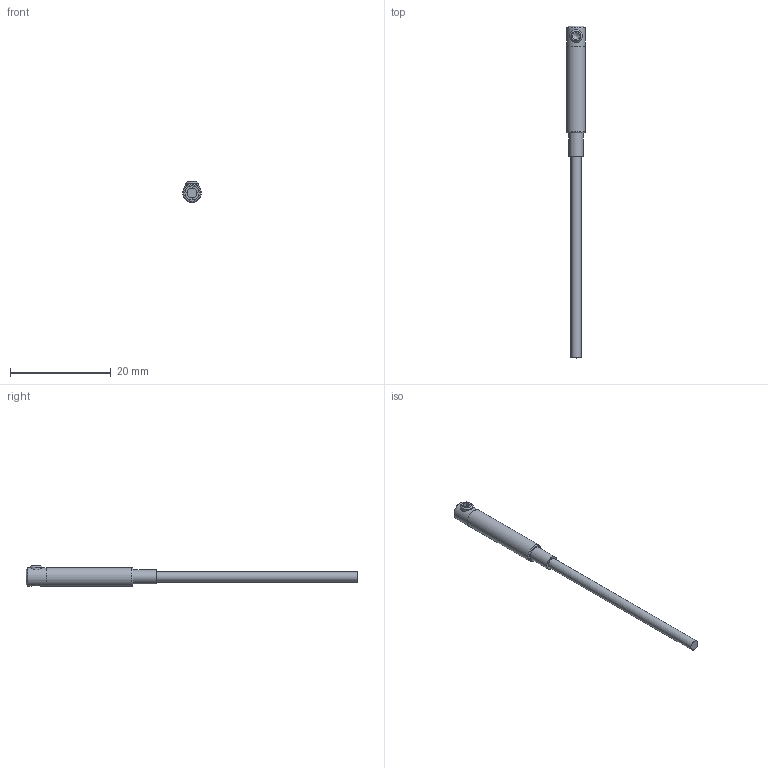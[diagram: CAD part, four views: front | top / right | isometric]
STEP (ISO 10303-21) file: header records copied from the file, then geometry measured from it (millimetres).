
FILE_DESCRIPTION(/* description */ ('DISO X xxx'),/* implementation_level */ '2;1');
FILE_NAME(/* name */ 'mzec3.7.stp',/* time_stamp */ '2015-07-22T10:22:55+02:00',/* author */ ('lsa'),/* organization */ (''),/* preprocessor_version */ 'ST-DEVELOPER v15.6',/* originating_system */ 'Autodesk Inventor 2015',/* authorisation */ '');
FILE_SCHEMA (('AUTOMOTIVE_DESIGN { 1 0 10303 214 3 1 1 }'));
Length unit declared in the file: millimetre
Products named in the file (1): Bauteil178
Bounding box: 3.7 x 65.85 x 4.09 mm (x, y, z)
Volume: 379.6 mm3; surface area: 573.7 mm2
Topology: 1 solids, 1 shells, 31 faces, 64 edges, 38 vertices
Faces by surface type: plane 18, cylinder 6, cone 6, torus 1
Full cylindrical faces by diameter (mm): 2 x1, 2.013 x1, 2.5 x1, 2.78 x1, 3.7 x2
Entity records: 801 total; most frequent: CARTESIAN_POINT 168, DIRECTION 124, ORIENTED_EDGE 82, AXIS2_PLACEMENT_3D 53, EDGE_LOOP 48, EDGE_CURVE 41, STYLED_ITEM 32, FACE_OUTER_BOUND 31
